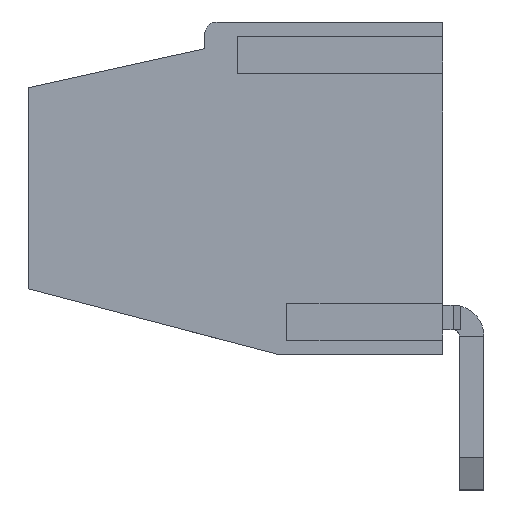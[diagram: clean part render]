
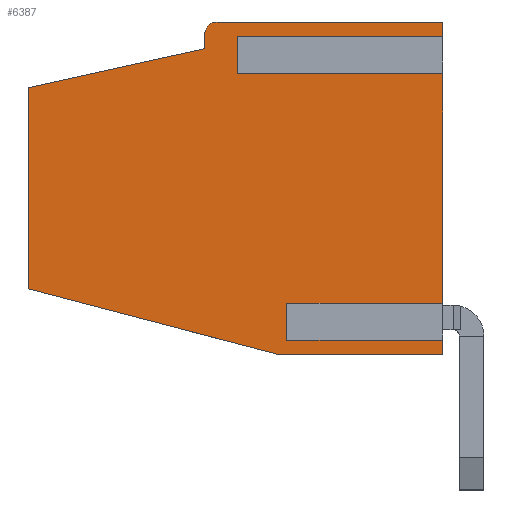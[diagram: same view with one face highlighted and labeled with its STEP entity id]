
A CAD part, left-side view. The second image highlights one B-rep face of the part: STEP entity #6387.
In plain terms, the highlighted face is planar.
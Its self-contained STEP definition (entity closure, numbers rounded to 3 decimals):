
#251 = EDGE_CURVE ( 'NONE', #13828, #18702, #13893, .T. ) ;
#386 = VECTOR ( 'NONE', #33913, 1000. ) ;
#736 = DIRECTION ( 'NONE',  ( 0., 0., -1. ) ) ;
#753 = DIRECTION ( 'NONE',  ( 1., 0., 0. ) ) ;
#1143 = CARTESIAN_POINT ( 'NONE',  ( 2.54, 7.568, 0.7 ) ) ;
#1523 = CARTESIAN_POINT ( 'NONE',  ( 2.54, 8.1, 10.8 ) ) ;
#1539 = VECTOR ( 'NONE', #18733, 1000. ) ;
#1806 = VERTEX_POINT ( 'NONE', #3787 ) ;
#1902 = DIRECTION ( 'NONE',  ( 0., -1., 0. ) ) ;
#2214 = EDGE_CURVE ( 'NONE', #20706, #13828, #25909, .T. ) ;
#2251 = VERTEX_POINT ( 'NONE', #6228 ) ;
#2269 = EDGE_CURVE ( 'NONE', #28392, #13891, #6694, .T. ) ;
#2299 = VECTOR ( 'NONE', #34790, 1000. ) ;
#3140 = EDGE_CURVE ( 'NONE', #26477, #8400, #36009, .T. ) ;
#3749 = DIRECTION ( 'NONE',  ( 0., 1., 0. ) ) ;
#3787 = CARTESIAN_POINT ( 'NONE',  ( 2.54, 0.532, 0.7 ) ) ;
#3874 = ORIENTED_EDGE ( 'NONE', *, *, #28064, .F. ) ;
#4038 = EDGE_CURVE ( 'NONE', #31086, #1806, #30819, .T. ) ;
#4097 = VECTOR ( 'NONE', #11829, 1000. ) ;
#4942 = CARTESIAN_POINT ( 'NONE',  ( 2.54, 8.1, 0.7 ) ) ;
#5192 = LINE ( 'NONE', #28128, #24932 ) ;
#5262 = VERTEX_POINT ( 'NONE', #30768 ) ;
#5419 = VECTOR ( 'NONE', #33447, 1000. ) ;
#5875 = DIRECTION ( 'NONE',  ( 0., 0., -1. ) ) ;
#6024 = ORIENTED_EDGE ( 'NONE', *, *, #10743, .T. ) ;
#6075 = DIRECTION ( 'NONE',  ( 0., -1., 0. ) ) ;
#6228 = CARTESIAN_POINT ( 'NONE',  ( 2.54, 8.1, 0.7 ) ) ;
#6387 = ADVANCED_FACE ( 'NONE', ( #35079 ), #21040, .F. ) ;
#6565 = ORIENTED_EDGE ( 'NONE', *, *, #8800, .F. ) ;
#6694 = LINE ( 'NONE', #15050, #30098 ) ;
#7988 = VECTOR ( 'NONE', #10579, 1000. ) ;
#8367 = CARTESIAN_POINT ( 'NONE',  ( 2.54, 8.1, 10.8 ) ) ;
#8400 = VERTEX_POINT ( 'NONE', #35593 ) ;
#8610 = CIRCLE ( 'NONE', #9220, 0.3 ) ;
#8688 = CARTESIAN_POINT ( 'NONE',  ( 2.54, 1.068, 0.7 ) ) ;
#8800 = EDGE_CURVE ( 'NONE', #28392, #34901, #15502, .T. ) ;
#8955 = EDGE_CURVE ( 'NONE', #5262, #31850, #28234, .T. ) ;
#9220 = AXIS2_PLACEMENT_3D ( 'NONE', #25566, #753, #6075 ) ;
#9770 = DIRECTION ( 'NONE',  ( 0., 0., -1. ) ) ;
#9974 = ORIENTED_EDGE ( 'NONE', *, *, #2269, .T. ) ;
#10045 = ORIENTED_EDGE ( 'NONE', *, *, #20784, .F. ) ;
#10579 = DIRECTION ( 'NONE',  ( 0., 1., 0. ) ) ;
#10743 = EDGE_CURVE ( 'NONE', #13891, #2251, #30913, .T. ) ;
#10949 = ORIENTED_EDGE ( 'NONE', *, *, #8955, .F. ) ;
#11227 = DIRECTION ( 'NONE',  ( 0., 1., 0. ) ) ;
#11454 = ORIENTED_EDGE ( 'NONE', *, *, #21622, .T. ) ;
#11829 = DIRECTION ( 'NONE',  ( 0., 1., 0. ) ) ;
#12398 = ORIENTED_EDGE ( 'NONE', *, *, #2214, .F. ) ;
#13041 = VECTOR ( 'NONE', #30668, 1000. ) ;
#13536 = CARTESIAN_POINT ( 'NONE',  ( 2.54, 6.5, 10.8 ) ) ;
#13828 = VERTEX_POINT ( 'NONE', #22153 ) ;
#13891 = VERTEX_POINT ( 'NONE', #1143 ) ;
#13893 = LINE ( 'NONE', #25040, #13041 ) ;
#14300 = CARTESIAN_POINT ( 'NONE',  ( 2.54, 7.568, 5.7 ) ) ;
#14505 = EDGE_CURVE ( 'NONE', #24210, #1806, #16763, .T. ) ;
#14544 = VECTOR ( 'NONE', #16572, 1000. ) ;
#14585 = LINE ( 'NONE', #25743, #23333 ) ;
#15007 = EDGE_CURVE ( 'NONE', #24779, #31850, #8610, .T. ) ;
#15050 = CARTESIAN_POINT ( 'NONE',  ( 2.54, 7.568, 5.7 ) ) ;
#15354 = CARTESIAN_POINT ( 'NONE',  ( 2.54, 0., 0.7 ) ) ;
#15502 = LINE ( 'NONE', #32088, #29673 ) ;
#15723 = CARTESIAN_POINT ( 'NONE',  ( 2.54, 7.032, 5.7 ) ) ;
#16298 = EDGE_CURVE ( 'NONE', #22897, #26477, #29131, .T. ) ;
#16572 = DIRECTION ( 'NONE',  ( 0., 0., -1. ) ) ;
#16763 = LINE ( 'NONE', #4942, #7988 ) ;
#17485 = VECTOR ( 'NONE', #11227, 1000. ) ;
#17594 = LINE ( 'NONE', #28710, #30195 ) ;
#18266 = ORIENTED_EDGE ( 'NONE', *, *, #4038, .F. ) ;
#18702 = VERTEX_POINT ( 'NONE', #13536 ) ;
#18733 = DIRECTION ( 'NONE',  ( 0., 0.216, -0.976 ) ) ;
#19229 = ORIENTED_EDGE ( 'NONE', *, *, #15007, .T. ) ;
#19874 = CARTESIAN_POINT ( 'NONE',  ( 2.54, 0.532, 4.5 ) ) ;
#20617 = ORIENTED_EDGE ( 'NONE', *, *, #16298, .T. ) ;
#20706 = VERTEX_POINT ( 'NONE', #21578 ) ;
#20784 = EDGE_CURVE ( 'NONE', #34901, #8400, #5192, .T. ) ;
#21027 = VECTOR ( 'NONE', #5875, 1000. ) ;
#21040 = PLANE ( 'NONE',  #27856 ) ;
#21474 = CARTESIAN_POINT ( 'NONE',  ( 2.54, 1.068, 4.5 ) ) ;
#21578 = CARTESIAN_POINT ( 'NONE',  ( 2.54, 0., 4.7 ) ) ;
#21622 = EDGE_CURVE ( 'NONE', #31086, #22897, #17594, .T. ) ;
#22153 = CARTESIAN_POINT ( 'NONE',  ( 2.54, 1.6, 10.8 ) ) ;
#22242 = LINE ( 'NONE', #8367, #14544 ) ;
#22311 = DIRECTION ( 'NONE',  ( 0., 0., -1. ) ) ;
#22749 = CARTESIAN_POINT ( 'NONE',  ( 2.54, 0.532, 4.5 ) ) ;
#22897 = VERTEX_POINT ( 'NONE', #30273 ) ;
#23004 = EDGE_CURVE ( 'NONE', #20706, #24210, #14585, .T. ) ;
#23333 = VECTOR ( 'NONE', #736, 1000. ) ;
#23805 = EDGE_CURVE ( 'NONE', #24779, #2251, #22242, .T. ) ;
#24210 = VERTEX_POINT ( 'NONE', #15354 ) ;
#24779 = VERTEX_POINT ( 'NONE', #24929 ) ;
#24929 = CARTESIAN_POINT ( 'NONE',  ( 2.54, 8.1, 6.2 ) ) ;
#24932 = VECTOR ( 'NONE', #22311, 1000. ) ;
#25040 = CARTESIAN_POINT ( 'NONE',  ( 2.54, 8.1, 10.8 ) ) ;
#25566 = CARTESIAN_POINT ( 'NONE',  ( 2.54, 7.8, 6.2 ) ) ;
#25743 = CARTESIAN_POINT ( 'NONE',  ( 2.54, 0., 10.8 ) ) ;
#25909 = LINE ( 'NONE', #31347, #386 ) ;
#26477 = VERTEX_POINT ( 'NONE', #8688 ) ;
#26618 = DIRECTION ( 'NONE',  ( 0., -1., 0. ) ) ;
#26954 = LINE ( 'NONE', #29140, #1539 ) ;
#27634 = CARTESIAN_POINT ( 'NONE',  ( 2.54, 8.1, 0.7 ) ) ;
#27856 = AXIS2_PLACEMENT_3D ( 'NONE', #1523, #34362, #1902 ) ;
#28064 = EDGE_CURVE ( 'NONE', #18702, #5262, #26954, .T. ) ;
#28128 = CARTESIAN_POINT ( 'NONE',  ( 2.54, 7.032, 5.7 ) ) ;
#28160 = CARTESIAN_POINT ( 'NONE',  ( 2.54, 8.1, 0.7 ) ) ;
#28234 = LINE ( 'NONE', #31506, #4097 ) ;
#28392 = VERTEX_POINT ( 'NONE', #14300 ) ;
#28499 = ORIENTED_EDGE ( 'NONE', *, *, #3140, .T. ) ;
#28710 = CARTESIAN_POINT ( 'NONE',  ( 2.54, 0.532, 4.5 ) ) ;
#29131 = LINE ( 'NONE', #21474, #2299 ) ;
#29140 = CARTESIAN_POINT ( 'NONE',  ( 2.54, 6.5, 10.8 ) ) ;
#29365 = ORIENTED_EDGE ( 'NONE', *, *, #23004, .T. ) ;
#29673 = VECTOR ( 'NONE', #26618, 1000. ) ;
#30098 = VECTOR ( 'NONE', #9770, 1000. ) ;
#30195 = VECTOR ( 'NONE', #3749, 1000. ) ;
#30273 = CARTESIAN_POINT ( 'NONE',  ( 2.54, 1.068, 4.5 ) ) ;
#30668 = DIRECTION ( 'NONE',  ( 0., 1., 0. ) ) ;
#30768 = CARTESIAN_POINT ( 'NONE',  ( 2.54, 7.45, 6.5 ) ) ;
#30819 = LINE ( 'NONE', #19874, #21027 ) ;
#30913 = LINE ( 'NONE', #27634, #17485 ) ;
#31086 = VERTEX_POINT ( 'NONE', #22749 ) ;
#31347 = CARTESIAN_POINT ( 'NONE',  ( 2.54, 1.6, 10.8 ) ) ;
#31506 = CARTESIAN_POINT ( 'NONE',  ( 2.54, 7.45, 6.5 ) ) ;
#31850 = VERTEX_POINT ( 'NONE', #32750 ) ;
#32088 = CARTESIAN_POINT ( 'NONE',  ( 2.54, 7.568, 5.7 ) ) ;
#32610 = EDGE_LOOP ( 'NONE', ( #33165, #19229, #10949, #3874, #33436, #12398, #29365, #36082, #18266, #11454, #20617, #28499, #10045, #6565, #9974, #6024 ) ) ;
#32750 = CARTESIAN_POINT ( 'NONE',  ( 2.54, 7.8, 6.5 ) ) ;
#33165 = ORIENTED_EDGE ( 'NONE', *, *, #23805, .F. ) ;
#33436 = ORIENTED_EDGE ( 'NONE', *, *, #251, .F. ) ;
#33447 = DIRECTION ( 'NONE',  ( 0., 1., 0. ) ) ;
#33913 = DIRECTION ( 'NONE',  ( 0., 0.254, 0.967 ) ) ;
#34362 = DIRECTION ( 'NONE',  ( -1., 0., 0. ) ) ;
#34790 = DIRECTION ( 'NONE',  ( 0., 0., -1. ) ) ;
#34901 = VERTEX_POINT ( 'NONE', #15723 ) ;
#35079 = FACE_OUTER_BOUND ( 'NONE', #32610, .T. ) ;
#35593 = CARTESIAN_POINT ( 'NONE',  ( 2.54, 7.032, 0.7 ) ) ;
#36009 = LINE ( 'NONE', #28160, #5419 ) ;
#36082 = ORIENTED_EDGE ( 'NONE', *, *, #14505, .T. ) ;
